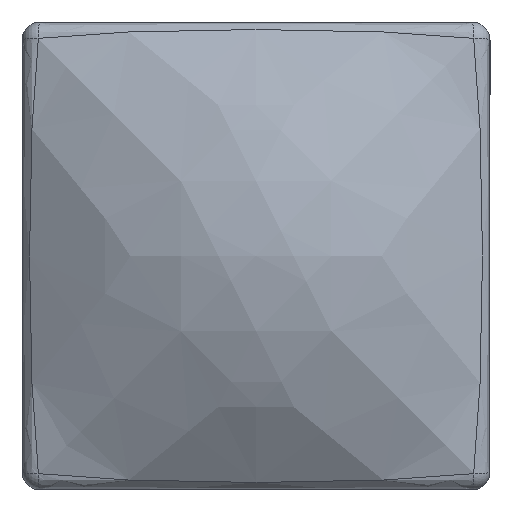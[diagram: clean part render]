
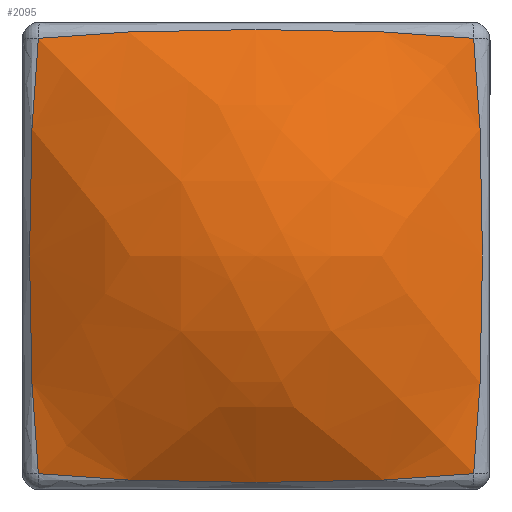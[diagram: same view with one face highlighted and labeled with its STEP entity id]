
A CAD part, left-side view. The second image highlights one B-rep face of the part: STEP entity #2095.
In plain terms, the highlighted free-form (B-spline) face has degree [3, 3] with [4, 4] control points.
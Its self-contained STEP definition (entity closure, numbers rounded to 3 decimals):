
#46 = EDGE_CURVE ( 'NONE', #1387, #744, #1211, .T. ) ;
#57 = CARTESIAN_POINT ( 'NONE',  ( -0.407, -0.054, 0.096 ) ) ;
#90 = CARTESIAN_POINT ( 'NONE',  ( -0.303, -0.154, 0.266 ) ) ;
#110 = CARTESIAN_POINT ( 'NONE',  ( -0.303, -0.153, 0.284 ) ) ;
#128 = CARTESIAN_POINT ( 'NONE',  ( -0.301, 0.151, -0.001 ) ) ;
#146 = CARTESIAN_POINT ( 'NONE',  ( -0.304, 0.157, 0.15 ) ) ;
#210 = CARTESIAN_POINT ( 'NONE',  ( -0.301, 0.151, -0.001 ) ) ;
#223 = B_SPLINE_CURVE_WITH_KNOTS ( 'NONE', 3,
 ( #2229, #2053, #1371, #466, #2072, #1545, #1868, #800, #2041, #321, #974, #455, #1699 ),
 .UNSPECIFIED., .F., .F.,
 ( 4, 3, 3, 3, 4 ),
 ( 0., 0., 0., 0., 0. ),
 .UNSPECIFIED. ) ;
#242 = CARTESIAN_POINT ( 'NONE',  ( -0.3, -0.054, -0.012 ) ) ;
#263 = CARTESIAN_POINT ( 'NONE',  ( -0.304, -0.157, 0.085 ) ) ;
#307 = B_SPLINE_CURVE_WITH_KNOTS ( 'NONE', 3,
 ( #1350, #334, #1886, #1571, #314, #498, #146, #2064, #476, #833, #989, #1714, #128 ),
 .UNSPECIFIED., .F., .F.,
 ( 4, 3, 3, 3, 4 ),
 ( 0., 0., 0., 0., 0. ),
 .UNSPECIFIED. ) ;
#311 = EDGE_CURVE ( 'NONE', #1747, #1387, #307, .T. ) ;
#314 = CARTESIAN_POINT ( 'NONE',  ( -0.304, 0.157, 0.215 ) ) ;
#321 = CARTESIAN_POINT ( 'NONE',  ( -0.303, 0.098, 0.305 ) ) ;
#334 = CARTESIAN_POINT ( 'NONE',  ( -0.303, 0.153, 0.284 ) ) ;
#449 = CARTESIAN_POINT ( 'NONE',  ( -0.3, -0.163, 0.204 ) ) ;
#455 = CARTESIAN_POINT ( 'NONE',  ( -0.303, 0.134, 0.303 ) ) ;
#466 = CARTESIAN_POINT ( 'NONE',  ( -0.303, -0.098, 0.305 ) ) ;
#476 = CARTESIAN_POINT ( 'NONE',  ( -0.304, 0.157, 0.084 ) ) ;
#498 = CARTESIAN_POINT ( 'NONE',  ( -0.304, 0.157, 0.183 ) ) ;
#550 = CARTESIAN_POINT ( 'NONE',  ( -0.303, -0.134, -0.003 ) ) ;
#592 = CARTESIAN_POINT ( 'NONE',  ( -0.407, -0.054, 0.204 ) ) ;
#641 = CARTESIAN_POINT ( 'NONE',  ( -0.304, -0.157, 0.183 ) ) ;
#681 = EDGE_CURVE ( 'NONE', #2197, #1747, #223, .T. ) ;
#704 = CARTESIAN_POINT ( 'NONE',  ( -0.304, 0.033, -0.007 ) ) ;
#724 = CARTESIAN_POINT ( 'NONE',  ( -0.304, -0.066, -0.007 ) ) ;
#744 = VERTEX_POINT ( 'NONE', #1930 ) ;
#751 = CARTESIAN_POINT ( 'NONE',  ( -0.3, 0.162, 0.204 ) ) ;
#765 = CARTESIAN_POINT ( 'NONE',  ( -0.301, 0.151, -0.001 ) ) ;
#785 = CARTESIAN_POINT ( 'NONE',  ( -0.301, -0.151, 0.301 ) ) ;
#796 = CARTESIAN_POINT ( 'NONE',  ( -0.3, 0.162, 0.312 ) ) ;
#800 = CARTESIAN_POINT ( 'NONE',  ( -0.304, 0.033, 0.307 ) ) ;
#823 = EDGE_LOOP ( 'NONE', ( #1319, #1037, #2186, #2153 ) ) ;
#833 = CARTESIAN_POINT ( 'NONE',  ( -0.303, 0.155, 0.052 ) ) ;
#931 = CARTESIAN_POINT ( 'NONE',  ( -0.3, -0.163, -0.013 ) ) ;
#955 = CARTESIAN_POINT ( 'NONE',  ( -0.304, -0.157, 0.15 ) ) ;
#974 = CARTESIAN_POINT ( 'NONE',  ( -0.303, 0.116, 0.304 ) ) ;
#982 = CARTESIAN_POINT ( 'NONE',  ( -0.303, -0.155, 0.052 ) ) ;
#989 = CARTESIAN_POINT ( 'NONE',  ( -0.303, 0.154, 0.034 ) ) ;
#993 = CARTESIAN_POINT ( 'NONE',  ( -0.3, 0.054, 0.312 ) ) ;
#1037 = ORIENTED_EDGE ( 'NONE', *, *, #46, .T. ) ;
#1092 = CARTESIAN_POINT ( 'NONE',  ( -0.3, 0.162, 0.096 ) ) ;
#1123 = CARTESIAN_POINT ( 'NONE',  ( -0.303, -0.154, 0.034 ) ) ;
#1150 = CARTESIAN_POINT ( 'NONE',  ( -0.304, -0.157, 0.216 ) ) ;
#1211 = B_SPLINE_CURVE_WITH_KNOTS ( 'NONE', 3,
 ( #210, #1261, #1985, #1995, #1463, #704, #1425, #1452, #724, #2137, #2176, #550, #2165 ),
 .UNSPECIFIED., .F., .F.,
 ( 4, 3, 3, 3, 4 ),
 ( 0., 0., 0., 0., 0. ),
 .UNSPECIFIED. ) ;
#1261 = CARTESIAN_POINT ( 'NONE',  ( -0.303, 0.134, -0.003 ) ) ;
#1279 = CARTESIAN_POINT ( 'NONE',  ( -0.3, 0.054, -0.012 ) ) ;
#1319 = ORIENTED_EDGE ( 'NONE', *, *, #311, .T. ) ;
#1333 = CARTESIAN_POINT ( 'NONE',  ( -0.3, -0.054, 0.312 ) ) ;
#1350 = CARTESIAN_POINT ( 'NONE',  ( -0.301, 0.151, 0.301 ) ) ;
#1371 = CARTESIAN_POINT ( 'NONE',  ( -0.303, -0.116, 0.304 ) ) ;
#1378 = CARTESIAN_POINT ( 'NONE',  ( -0.301, -0.151, 0.301 ) ) ;
#1387 = VERTEX_POINT ( 'NONE', #765 ) ;
#1425 = CARTESIAN_POINT ( 'NONE',  ( -0.304, 0., -0.007 ) ) ;
#1452 = CARTESIAN_POINT ( 'NONE',  ( -0.304, -0.033, -0.007 ) ) ;
#1463 = CARTESIAN_POINT ( 'NONE',  ( -0.304, 0.065, -0.007 ) ) ;
#1466 = CARTESIAN_POINT ( 'NONE',  ( -0.407, 0.054, 0.204 ) ) ;
#1501 = CARTESIAN_POINT ( 'NONE',  ( -0.301, 0.151, 0.301 ) ) ;
#1508 = CARTESIAN_POINT ( 'NONE',  ( -0.304, -0.157, 0.117 ) ) ;
#1545 = CARTESIAN_POINT ( 'NONE',  ( -0.304, -0.033, 0.307 ) ) ;
#1571 = CARTESIAN_POINT ( 'NONE',  ( -0.303, 0.155, 0.248 ) ) ;
#1675 = CARTESIAN_POINT ( 'NONE',  ( -0.303, -0.155, 0.248 ) ) ;
#1699 = CARTESIAN_POINT ( 'NONE',  ( -0.301, 0.151, 0.301 ) ) ;
#1714 = CARTESIAN_POINT ( 'NONE',  ( -0.303, 0.153, 0.016 ) ) ;
#1727 = B_SPLINE_SURFACE_WITH_KNOTS ( 'NONE', 3, 3, ( 
 ( #1977, #1279, #242, #931 ),
 ( #1092, #1821, #57, #2189 ),
 ( #751, #1466, #592, #449 ),
 ( #796, #993, #1333, #2033 ) ),
 .UNSPECIFIED., .F., .F., .F.,
 ( 4, 4 ),
 ( 4, 4 ),
 ( 0., 1. ),
 ( 0., 1. ),
 .UNSPECIFIED. ) ;
#1747 = VERTEX_POINT ( 'NONE', #1501 ) ;
#1821 = CARTESIAN_POINT ( 'NONE',  ( -0.407, 0.054, 0.096 ) ) ;
#1868 = CARTESIAN_POINT ( 'NONE',  ( -0.304, 0., 0.307 ) ) ;
#1873 = CARTESIAN_POINT ( 'NONE',  ( -0.303, -0.153, 0.016 ) ) ;
#1886 = CARTESIAN_POINT ( 'NONE',  ( -0.303, 0.154, 0.266 ) ) ;
#1930 = CARTESIAN_POINT ( 'NONE',  ( -0.301, -0.151, -0.001 ) ) ;
#1977 = CARTESIAN_POINT ( 'NONE',  ( -0.3, 0.162, -0.012 ) ) ;
#1985 = CARTESIAN_POINT ( 'NONE',  ( -0.303, 0.116, -0.004 ) ) ;
#1995 = CARTESIAN_POINT ( 'NONE',  ( -0.303, 0.098, -0.005 ) ) ;
#2033 = CARTESIAN_POINT ( 'NONE',  ( -0.3, -0.163, 0.312 ) ) ;
#2041 = CARTESIAN_POINT ( 'NONE',  ( -0.304, 0.066, 0.307 ) ) ;
#2053 = CARTESIAN_POINT ( 'NONE',  ( -0.303, -0.134, 0.303 ) ) ;
#2064 = CARTESIAN_POINT ( 'NONE',  ( -0.304, 0.157, 0.117 ) ) ;
#2065 = B_SPLINE_CURVE_WITH_KNOTS ( 'NONE', 3,
 ( #2081, #1873, #1123, #982, #263, #1508, #955, #641, #1150, #1675, #90, #110, #785 ),
 .UNSPECIFIED., .F., .F.,
 ( 4, 3, 3, 3, 4 ),
 ( 0., 0., 0., 0., 0. ),
 .UNSPECIFIED. ) ;
#2072 = CARTESIAN_POINT ( 'NONE',  ( -0.304, -0.065, 0.307 ) ) ;
#2081 = CARTESIAN_POINT ( 'NONE',  ( -0.301, -0.151, -0.001 ) ) ;
#2095 = ADVANCED_FACE ( 'NONE', ( #2156 ), #1727, .F. ) ;
#2137 = CARTESIAN_POINT ( 'NONE',  ( -0.303, -0.098, -0.005 ) ) ;
#2153 = ORIENTED_EDGE ( 'NONE', *, *, #681, .T. ) ;
#2156 = FACE_OUTER_BOUND ( 'NONE', #823, .T. ) ;
#2157 = EDGE_CURVE ( 'NONE', #744, #2197, #2065, .T. ) ;
#2165 = CARTESIAN_POINT ( 'NONE',  ( -0.301, -0.151, -0.001 ) ) ;
#2176 = CARTESIAN_POINT ( 'NONE',  ( -0.303, -0.116, -0.004 ) ) ;
#2186 = ORIENTED_EDGE ( 'NONE', *, *, #2157, .T. ) ;
#2189 = CARTESIAN_POINT ( 'NONE',  ( -0.3, -0.163, 0.096 ) ) ;
#2197 = VERTEX_POINT ( 'NONE', #1378 ) ;
#2229 = CARTESIAN_POINT ( 'NONE',  ( -0.301, -0.151, 0.301 ) ) ;
